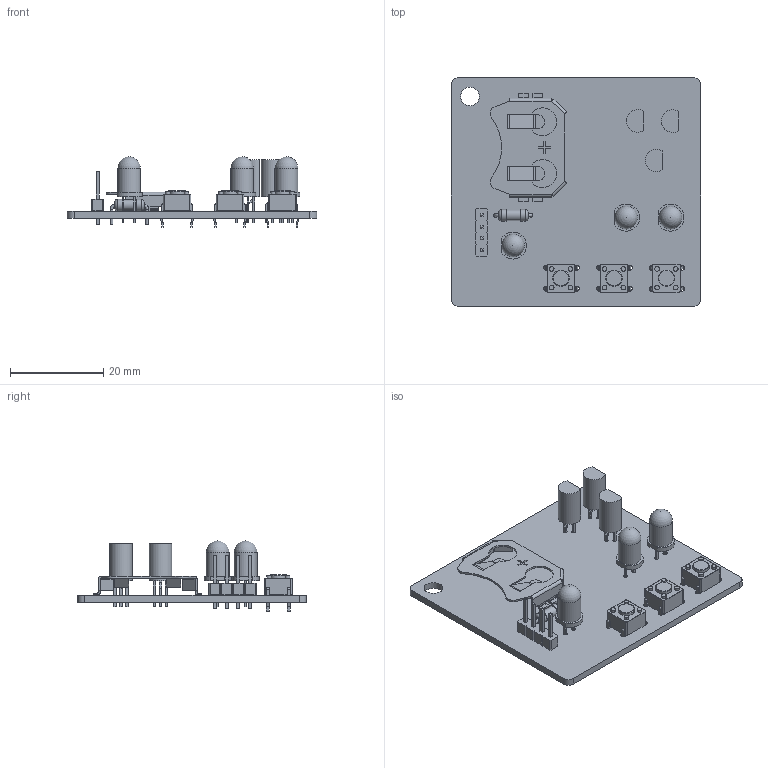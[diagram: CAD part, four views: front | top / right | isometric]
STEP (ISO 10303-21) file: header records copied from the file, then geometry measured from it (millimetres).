
FILE_DESCRIPTION(('KiCad electronic assembly'),'2;1');
FILE_NAME('3D_Model.step','2025-04-21T20:06:43',('Pcbnew'),('Kicad'), 'Open CASCADE STEP processor 7.8','KiCad to STEP converter','Unknown' );
FILE_SCHEMA(('AUTOMOTIVE_DESIGN { 1 0 10303 214 1 1 1 1 }'));
Length unit declared in the file: millimetre
Products named in the file (8): 3D_Model 1; TO-92L; LED_D5.0mm; BatteryHolder_Keystone_3034_1x20mm; SW_PUSH_6mm; R_Axial_DIN0207_L6.3mm_D2.5mm_P7.62mm_Horizontal; PinHeader_1x04_P2.54mm_Vertical; computer_PCB
Assembly tree (13 placements, depth 2):
  3D_Model 1
    TO-92L  x3
    LED_D5.0mm  x3
    BatteryHolder_Keystone_3034_1x20mm
    SW_PUSH_6mm  x3
    R_Axial_DIN0207_L6.3mm_D2.5mm_P7.62mm_Horizontal
    PinHeader_1x04_P2.54mm_Vertical
    computer_PCB
Bounding box: 53.5 x 49 x 15.1 mm (x, y, z)
Volume: 5411.3 mm3; surface area: 8363.1 mm2
Topology: 13 solids, 13 shells, 755 faces, 1883 edges, 1196 vertices
Faces by surface type: plane 529, cylinder 216, torus 7, sphere 3
Full cylindrical faces by diameter (mm): 0.6 x2, 0.75 x9, 0.8 x2, 0.9 x6, 1 x16, 1.1 x12, 2.25 x1, 2.5 x2, 3.5 x3, 4 x1, 4.9 x3
Entity records: 16056 total; most frequent: CARTESIAN_POINT 2683, DIRECTION 2371, ORIENTED_EDGE 2300, EDGE_CURVE 1150, LINE 887, VECTOR 887, AXIS2_PLACEMENT_3D 742, VERTEX_POINT 720
